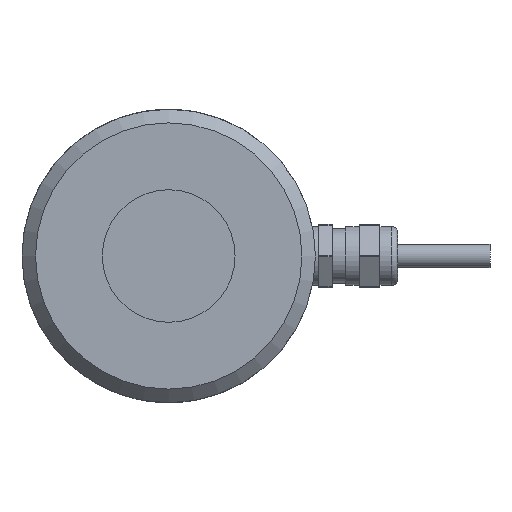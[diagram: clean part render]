
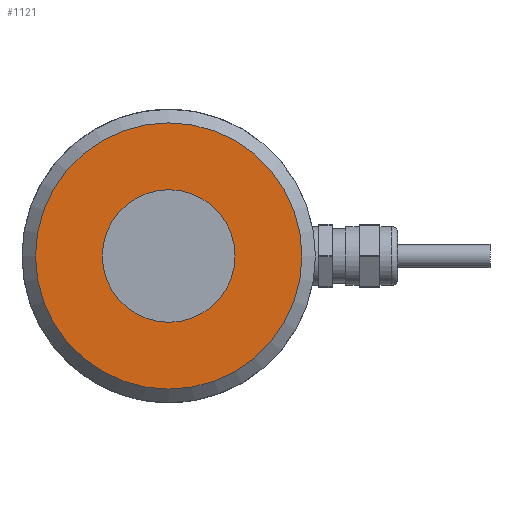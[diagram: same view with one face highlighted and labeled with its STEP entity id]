
A CAD part, left-side view. The second image highlights one B-rep face of the part: STEP entity #1121.
In plain terms, the highlighted planar face has unit normal (-1, 0, 0).
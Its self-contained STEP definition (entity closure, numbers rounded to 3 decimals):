
#17=PLANE('',#1234);
#51=FACE_BOUND('',#305,.T.);
#239=FACE_OUTER_BOUND('',#304,.T.);
#304=EDGE_LOOP('',(#874,#875));
#305=EDGE_LOOP('',(#876,#877));
#384=CIRCLE('',#1221,14.7);
#385=CIRCLE('',#1222,14.7);
#388=CIRCLE('',#1226,29.5);
#389=CIRCLE('',#1227,29.5);
#504=VERTEX_POINT('',#2031);
#505=VERTEX_POINT('',#2032);
#508=VERTEX_POINT('',#2041);
#509=VERTEX_POINT('',#2043);
#640=EDGE_CURVE('',#504,#505,#384,.T.);
#641=EDGE_CURVE('',#505,#504,#385,.T.);
#646=EDGE_CURVE('',#508,#509,#388,.T.);
#647=EDGE_CURVE('',#509,#508,#389,.T.);
#874=ORIENTED_EDGE('',*,*,#647,.F.);
#875=ORIENTED_EDGE('',*,*,#646,.F.);
#876=ORIENTED_EDGE('',*,*,#640,.T.);
#877=ORIENTED_EDGE('',*,*,#641,.T.);
#1121=ADVANCED_FACE('',(#239,#51),#17,.T.);
#1221=AXIS2_PLACEMENT_3D('',#2033,#1415,#1416);
#1222=AXIS2_PLACEMENT_3D('',#2034,#1417,#1418);
#1226=AXIS2_PLACEMENT_3D('',#2044,#1427,#1428);
#1227=AXIS2_PLACEMENT_3D('',#2045,#1429,#1430);
#1234=AXIS2_PLACEMENT_3D('',#2058,#1445,#1446);
#1415=DIRECTION('center_axis',(1.,0.,0.));
#1416=DIRECTION('ref_axis',(0.,0.,-1.));
#1417=DIRECTION('center_axis',(1.,0.,0.));
#1418=DIRECTION('ref_axis',(0.,0.,-1.));
#1427=DIRECTION('center_axis',(1.,0.,0.));
#1428=DIRECTION('ref_axis',(0.,0.,-1.));
#1429=DIRECTION('center_axis',(1.,0.,0.));
#1430=DIRECTION('ref_axis',(0.,0.,-1.));
#1445=DIRECTION('center_axis',(-1.,0.,0.));
#1446=DIRECTION('ref_axis',(0.,0.,1.));
#2031=CARTESIAN_POINT('',(0.,0.,-14.7));
#2032=CARTESIAN_POINT('',(0.,0.,14.7));
#2033=CARTESIAN_POINT('Origin',(0.,0.,0.));
#2034=CARTESIAN_POINT('Origin',(0.,0.,0.));
#2041=CARTESIAN_POINT('',(0.,0.,29.5));
#2043=CARTESIAN_POINT('',(0.,0.,-29.5));
#2044=CARTESIAN_POINT('Origin',(0.,0.,0.));
#2045=CARTESIAN_POINT('Origin',(0.,0.,0.));
#2058=CARTESIAN_POINT('Origin',(0.,14.7,0.));
